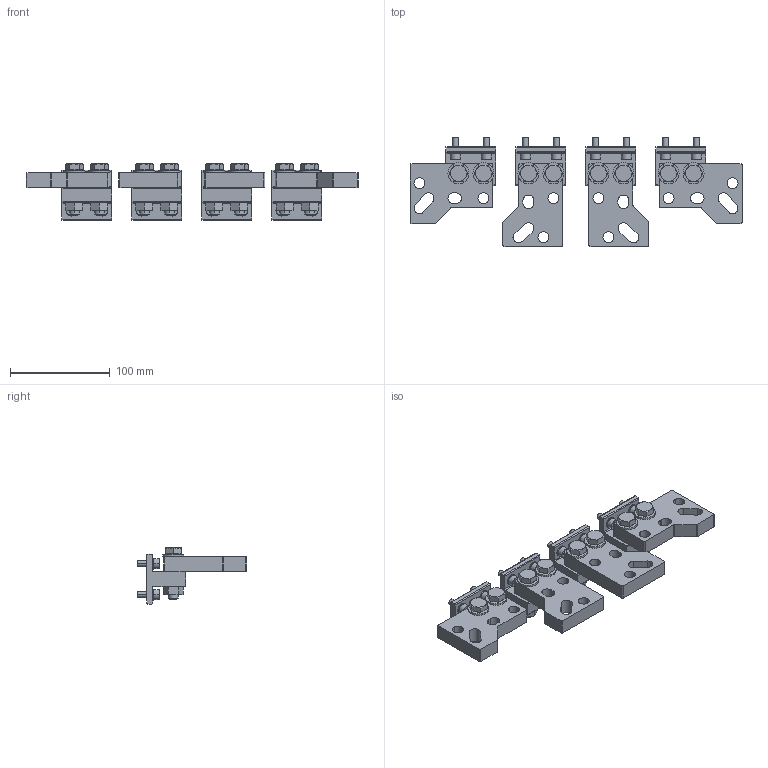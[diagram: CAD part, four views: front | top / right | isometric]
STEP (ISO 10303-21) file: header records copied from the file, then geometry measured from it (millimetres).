
FILE_DESCRIPTION((''),'2;1');
FILE_NAME('1SDH002065A1468_IGES','2019-07-04T',('ITSTCAR1'),(''),'CREO PARAMETRIC BY PTC INC, 2016050','CREO PARAMETRIC BY PTC INC, 2016050','');
FILE_SCHEMA(('AUTOMOTIVE_DESIGN { 1 0 10303 214 1 1 1 1 }'));
Length unit declared in the file: millimetre
Products named in the file (1): 1SDH002065A1468_IGES
Bounding box: 332 x 109.5 x 56.08 mm (x, y, z)
Volume: 418059.8 mm3; surface area: 126983.1 mm2
Topology: 4 solids, 12 shells, 844 faces, 2014 edges, 1322 vertices
Faces by surface type: plane 452, cylinder 344, cone 32, torus 16
Entity records: 32488 total; most frequent: CARTESIAN_POINT 5510, DIRECTION 4416, ORIENTED_EDGE 4028, EDGE_CURVE 2014, AXIS2_PLACEMENT_3D 1622, VERTEX_POINT 1322, VECTOR 1172, LINE 1172
